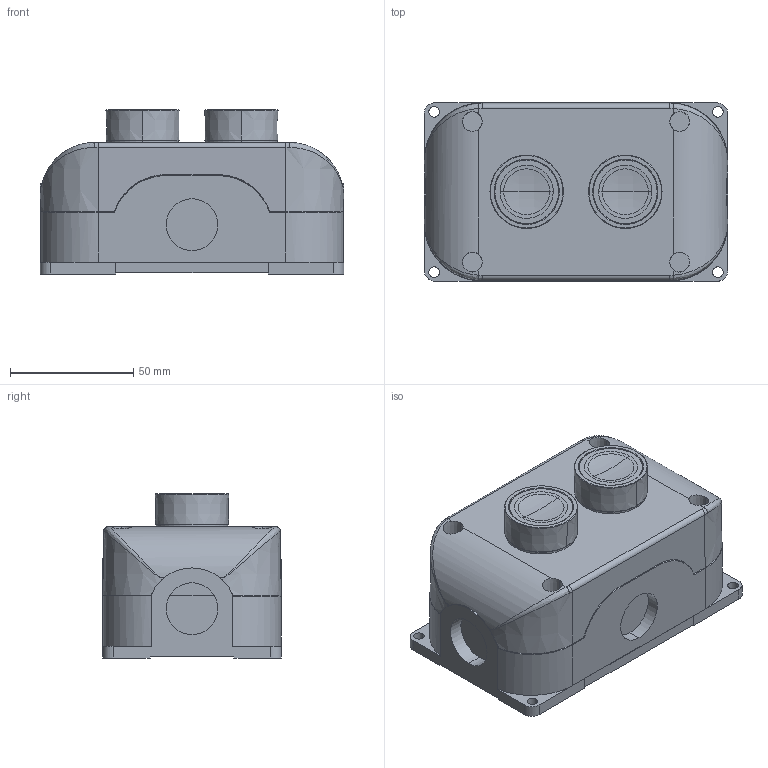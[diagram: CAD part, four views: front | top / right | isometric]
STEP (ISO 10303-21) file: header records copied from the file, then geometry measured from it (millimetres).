
FILE_DESCRIPTION (( 'STEP AP203' ), '1' );
FILE_NAME ('SB214-034-G.step', '2025-02-06T16:42:56', ( '' ), ( '' ), 'SwSTEP 2.0', 'SolidWorks 2024', '' );
FILE_SCHEMA (( 'CONFIG_CONTROL_DESIGN' ));
Length unit declared in the file: inch
Products named in the file (1): SB214-034-G
Bounding box: 123 x 72.29 x 66.5 mm (x, y, z)
Volume: 263929.3 mm3; surface area: 79818.3 mm2
Topology: 8 solids, 24 shells, 427 faces, 1041 edges, 684 vertices
Faces by surface type: plane 185, cylinder 106, cone 70, bspline 66
Entity records: 16616 total; most frequent: CARTESIAN_POINT 7049, ORIENTED_EDGE 2082, DIRECTION 1799, EDGE_CURVE 1041, VERTEX_POINT 684, AXIS2_PLACEMENT_3D 662, VECTOR 475, LINE 475
